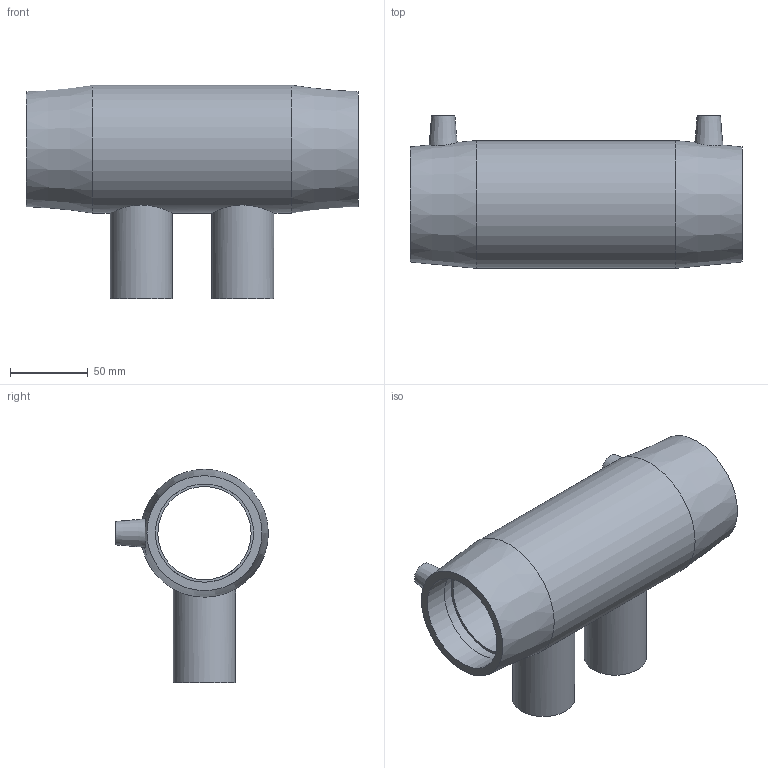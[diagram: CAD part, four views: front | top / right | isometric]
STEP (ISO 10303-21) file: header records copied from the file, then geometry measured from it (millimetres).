
FILE_DESCRIPTION(/* description */ ('PLASSON REDUCING TEE WITH TWO OUTLETS 63X40X40X63'),/* implementation_level */ '2;1');
FILE_NAME(/* name */ '492404063040.ipt.stp',/* time_stamp */ '2017-11-06T09:14:42+02:00',/* author */ ('KIM'),/* organization */ (''),/* preprocessor_version */ 'ST-DEVELOPER v15.6',/* originating_system */ 'Autodesk Inventor 2015',/* authorisation */ '');
FILE_SCHEMA (('AUTOMOTIVE_DESIGN { 1 0 10303 214 3 1 1 }'));
Length unit declared in the file: millimetre
Products named in the file (1): 492404063040
Bounding box: 213 x 98 x 137 mm (x, y, z)
Volume: 483977.6 mm3; surface area: 126606.6 mm2
Topology: 1 solids, 1 shells, 35 faces, 78 edges, 50 vertices
Faces by surface type: cylinder 15, plane 14, cone 6
Full cylindrical faces by diameter (mm): 4 x2, 10 x2, 32 x2, 40 x2, 59.85 x2, 63 x4, 82 x1
Entity records: 1038 total; most frequent: CARTESIAN_POINT 417, DIRECTION 132, ORIENTED_EDGE 80, EDGE_LOOP 68, AXIS2_PLACEMENT_3D 65, EDGE_CURVE 38, FACE_BOUND 34, FACE_OUTER_BOUND 34
